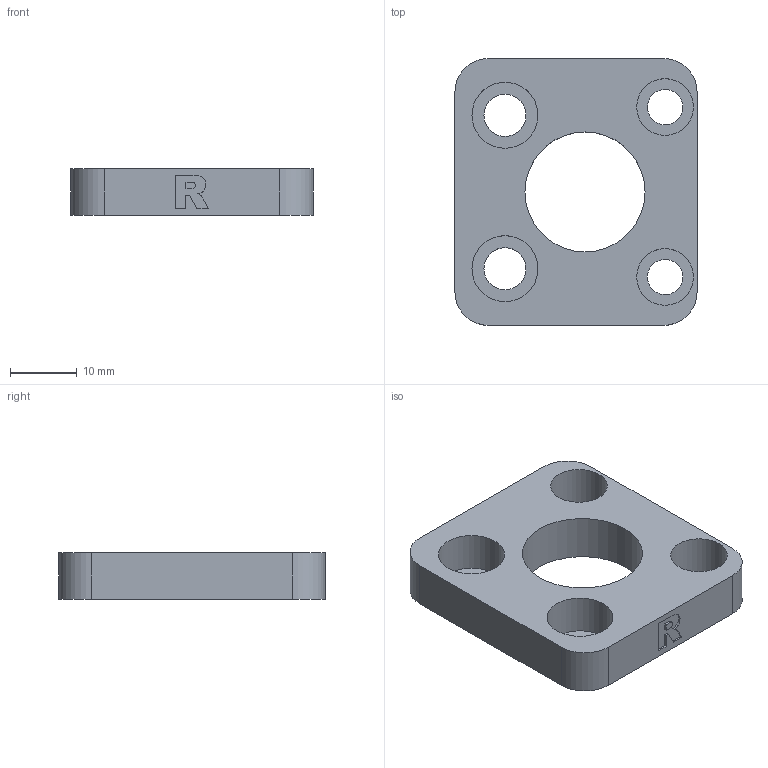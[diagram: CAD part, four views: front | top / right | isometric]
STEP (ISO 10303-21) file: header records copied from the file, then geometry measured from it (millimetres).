
FILE_DESCRIPTION(/* description */ (''),/* implementation_level */ '2;1');
FILE_NAME(/* name */ 'xy_motor_suport_right_3.1.step',/* time_stamp */ '2022-06-14T17:20:57+01:00',/* author */ (''),/* organization */ (''),/* preprocessor_version */ 'ST-DEVELOPER v19',/* originating_system */ 'Autodesk Translation Framework v11.7.0.108',/* authorisation */ '');
FILE_SCHEMA (('AUTOMOTIVE_DESIGN { 1 0 10303 214 3 1 1 }'));
Length unit declared in the file: millimetre
Products named in the file (1): xy_motor_suport_right_3.1
Bounding box: 36.3 x 40 x 7 mm (x, y, z)
Volume: 6516 mm3; surface area: 4318 mm2
Topology: 1 solids, 1 shells, 52 faces, 132 edges, 88 vertices
Faces by surface type: plane 23, bspline 16, cylinder 13
Full cylindrical faces by diameter (mm): 5.3 x2, 6.3 x2, 8.5 x2, 9.9 x2, 18 x1
Entity records: 1775 total; most frequent: CARTESIAN_POINT 545, ORIENTED_EDGE 264, DIRECTION 200, EDGE_CURVE 132, VERTEX_POINT 88, LINE 74, VECTOR 74, EDGE_LOOP 68
